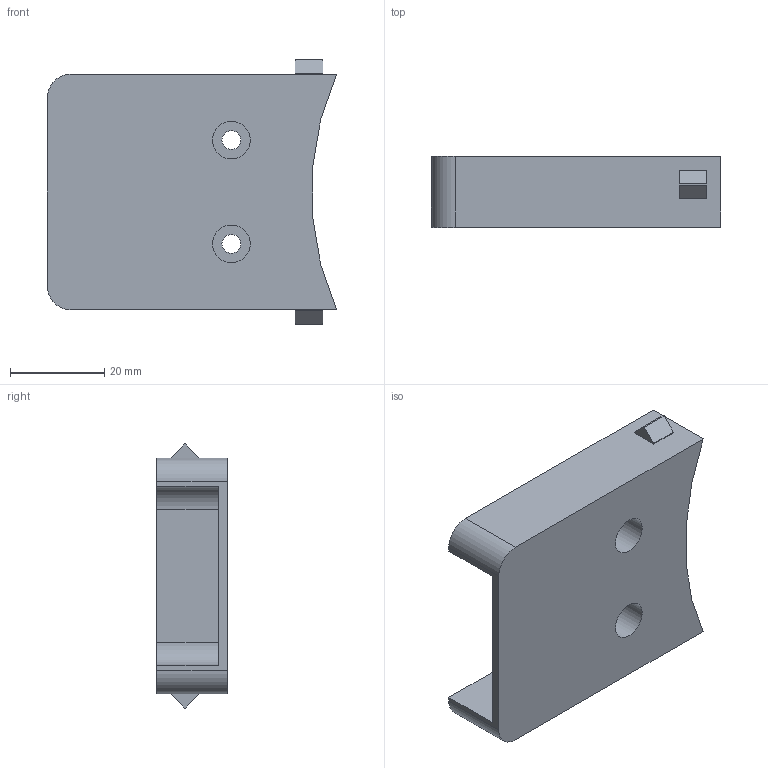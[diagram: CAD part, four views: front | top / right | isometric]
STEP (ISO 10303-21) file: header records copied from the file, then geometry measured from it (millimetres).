
FILE_DESCRIPTION(/* description */ (''),/* implementation_level */ '2;1');
FILE_NAME(/* name */ 'Head Plate Insert.stp',/* time_stamp */ '2025-11-05T17:23:28-05:00',/* author */ ('mateo'),/* organization */ (''),/* preprocessor_version */ 'ST-DEVELOPER v20.1',/* originating_system */ 'Autodesk Inventor 2026',/* authorisation */ '');
FILE_SCHEMA (('AUTOMOTIVE_DESIGN { 1 0 10303 214 3 1 1 }'));
Length unit declared in the file: millimetre
Products named in the file (1): Head Plate Inserts
Bounding box: 61.31 x 15 x 56 mm (x, y, z)
Volume: 28592.7 mm3; surface area: 10489.7 mm2
Topology: 1 solids, 1 shells, 234 faces, 627 edges, 418 vertices
Faces by surface type: plane 186, bspline 39, cylinder 9
Full cylindrical faces by diameter (mm): 4 x2, 8 x2
Entity records: 7570 total; most frequent: CARTESIAN_POINT 1903, ORIENTED_EDGE 1254, DIRECTION 959, EDGE_CURVE 627, LINE 531, VECTOR 531, VERTEX_POINT 418, EDGE_LOOP 261
